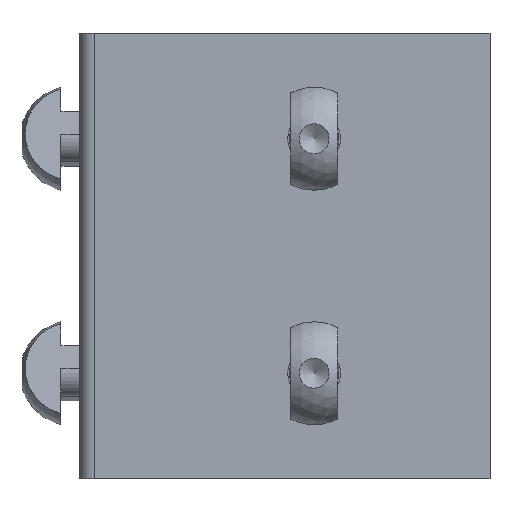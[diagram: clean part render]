
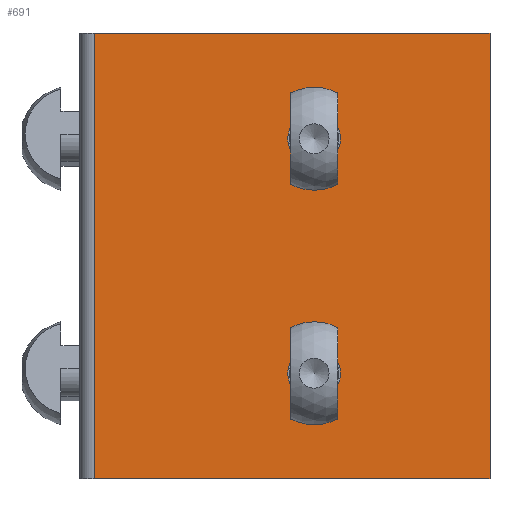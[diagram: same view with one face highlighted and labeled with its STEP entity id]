
A CAD part, front view. The second image highlights one B-rep face of the part: STEP entity #691.
In plain terms, the highlighted planar face has unit normal (0, -1, 0).
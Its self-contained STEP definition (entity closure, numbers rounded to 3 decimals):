
#123=CARTESIAN_POINT('',(44.5,0.,20.0));
#124=VERTEX_POINT('',#123);
#125=CARTESIAN_POINT('',(40.0,0.,20.0));
#126=DIRECTION('',(0.0,1.0,0.0));
#127=DIRECTION('',(1.0,0.0,0.0));
#128=AXIS2_PLACEMENT_3D('',#125,#126,#127);
#129=CIRCLE('',#128,4.5);
#130=EDGE_CURVE('',#124,#124,#129,.T.);
#151=CARTESIAN_POINT('',(44.5,0.,-20.));
#152=VERTEX_POINT('',#151);
#153=CARTESIAN_POINT('',(40.0,0.,-20.));
#154=DIRECTION('',(0.0,1.0,0.0));
#155=DIRECTION('',(1.0,0.0,0.0));
#156=AXIS2_PLACEMENT_3D('',#153,#154,#155);
#157=CIRCLE('',#156,4.5);
#158=EDGE_CURVE('',#152,#152,#157,.T.);
#340=CARTESIAN_POINT('',(70.,0.,-38.0));
#341=VERTEX_POINT('',#340);
#348=CARTESIAN_POINT('',(2.5,0.0,-38.0));
#349=VERTEX_POINT('',#348);
#350=CARTESIAN_POINT('',(2.5,0.,-38.0));
#351=DIRECTION('',(1.0,0.0,0.0));
#352=VECTOR('',#351,67.5);
#353=LINE('',#350,#352);
#354=EDGE_CURVE('',#349,#341,#353,.T.);
#643=CARTESIAN_POINT('',(70.,0.,38.0));
#644=VERTEX_POINT('',#643);
#651=CARTESIAN_POINT('',(70.,0.,38.0));
#652=DIRECTION('',(0.0,0.0,-1.0));
#653=VECTOR('',#652,76.0);
#654=LINE('',#651,#653);
#655=EDGE_CURVE('',#644,#341,#654,.T.);
#662=CARTESIAN_POINT('',(70.,0.,0.0));
#663=DIRECTION('',(0.0,-1.0,0.0));
#664=DIRECTION('',(0.0,0.0,-1.0));
#665=AXIS2_PLACEMENT_3D('',#662,#663,#664);
#666=PLANE('',#665);
#667=CARTESIAN_POINT('',(2.5,0.0,38.0));
#668=VERTEX_POINT('',#667);
#669=CARTESIAN_POINT('',(70.,0.,38.0));
#670=DIRECTION('',(-1.0,0.0,0.0));
#671=VECTOR('',#670,67.5);
#672=LINE('',#669,#671);
#673=EDGE_CURVE('',#644,#668,#672,.T.);
#674=ORIENTED_EDGE('',*,*,#673,.T.);
#675=CARTESIAN_POINT('',(2.5,0.0,38.0));
#676=DIRECTION('',(0.0,0.0,-1.0));
#677=VECTOR('',#676,76.0);
#678=LINE('',#675,#677);
#679=EDGE_CURVE('',#668,#349,#678,.T.);
#680=ORIENTED_EDGE('',*,*,#679,.T.);
#681=ORIENTED_EDGE('',*,*,#354,.T.);
#682=ORIENTED_EDGE('',*,*,#655,.F.);
#683=EDGE_LOOP('',(#674,#680,#681,#682));
#684=FACE_OUTER_BOUND('',#683,.T.);
#685=ORIENTED_EDGE('',*,*,#130,.T.);
#686=EDGE_LOOP('',(#685));
#687=FACE_BOUND('',#686,.T.);
#688=ORIENTED_EDGE('',*,*,#158,.T.);
#689=EDGE_LOOP('',(#688));
#690=FACE_BOUND('',#689,.T.);
#691=ADVANCED_FACE('',(#684,#687,#690),#666,.T.);
